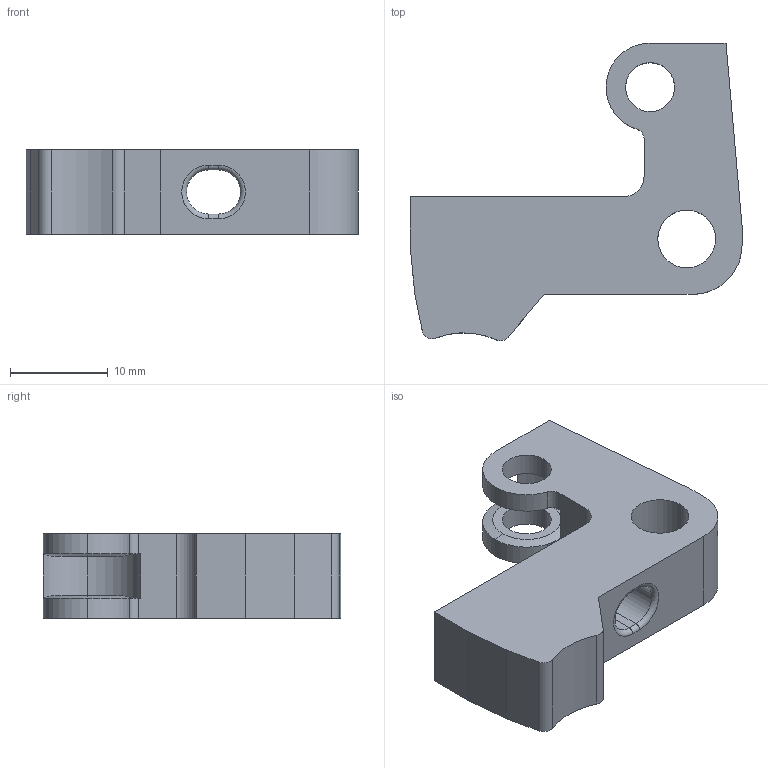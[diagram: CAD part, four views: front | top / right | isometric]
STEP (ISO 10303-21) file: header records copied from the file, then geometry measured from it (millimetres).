
FILE_DESCRIPTION (( 'STEP AP203' ), '1' );
FILE_NAME ('TR_extruder_idler_v1_0.STEP', '2018-05-17T19:12:05', ( '' ), ( '' ), 'SwSTEP 2.0', 'SolidWorks 2017', '' );
FILE_SCHEMA (( 'CONFIG_CONTROL_DESIGN' ));
Length unit declared in the file: millimetre
Products named in the file (1): TR_extruder_idler_v1_0
Bounding box: 33.9 x 30.39 x 8.6 mm (x, y, z)
Volume: 3853.6 mm3; surface area: 2517.7 mm2
Topology: 1 solids, 1 shells, 47 faces, 127 edges, 81 vertices
Faces by surface type: cylinder 23, plane 18, cone 4, torus 2
Entity records: 1583 total; most frequent: DIRECTION 280, CARTESIAN_POINT 256, ORIENTED_EDGE 254, EDGE_CURVE 127, AXIS2_PLACEMENT_3D 105, VERTEX_POINT 81, VECTOR 70, LINE 70
